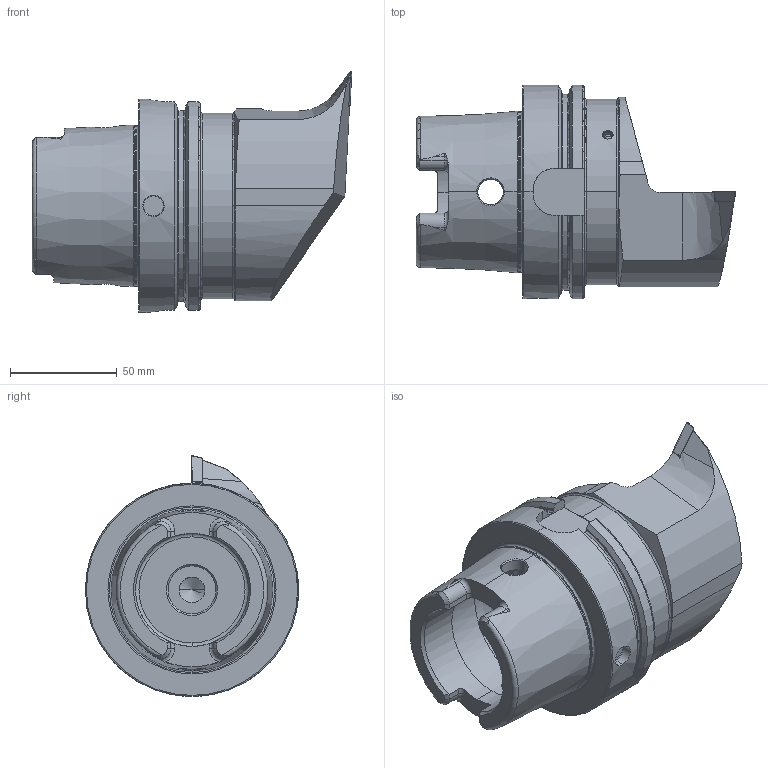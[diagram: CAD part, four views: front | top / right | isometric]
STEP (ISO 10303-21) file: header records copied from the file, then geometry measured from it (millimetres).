
FILE_DESCRIPTION (( 'STEP AP203' ), '1' );
FILE_NAME ('HA0.KVB.LUA.100.STEP', '2011-07-12T13:22:06', ( 'baer' ), ( 'Hewlett-Packard Company' ), 'SwSTEP 2.0', 'SolidWorks 2009', '' );
FILE_SCHEMA (( 'CONFIG_CONTROL_DESIGN' ));
Length unit declared in the file: millimetre
Products named in the file (5): HA0.KVB.LUA.100; HA0-KVB.LUA.100_A_Fertigbearbeitung; VCMT160404; WCB-ER2.001.009_A; KVT_MB_600_050
Assembly tree (4 placements, depth 2):
  HA0.KVB.LUA.100
    KVT_MB_600_050
    WCB-ER2.001.009_A
    HA0-KVB.LUA.100_A_Fertigbearbeitung
    VCMT160404
Bounding box: 149.9 x 100 x 113.03 mm (x, y, z)
Volume: 515518.4 mm3; surface area: 67193 mm2
Topology: 5 solids, 5 shells, 312 faces, 797 edges, 488 vertices
Faces by surface type: cylinder 89, cone 80, plane 78, torus 41, bspline 20, sphere 4
Entity records: 12114 total; most frequent: CARTESIAN_POINT 4421, ORIENTED_EDGE 1564, DIRECTION 1447, EDGE_CURVE 782, AXIS2_PLACEMENT_3D 582, VERTEX_POINT 485, EDGE_LOOP 327, FACE_OUTER_BOUND 312
